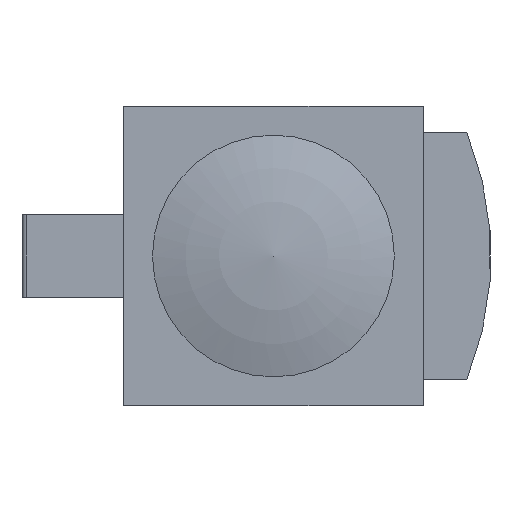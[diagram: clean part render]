
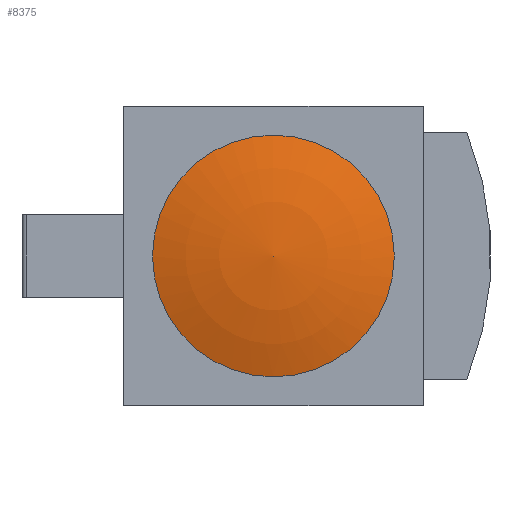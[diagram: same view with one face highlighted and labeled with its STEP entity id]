
A CAD part, front view. The second image highlights one B-rep face of the part: STEP entity #8375.
In plain terms, the highlighted toroidal (fillet/blend) face has major radius 1.578 mm and minor radius 90 mm.
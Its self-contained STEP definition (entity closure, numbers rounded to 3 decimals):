
#25=VERTEX_LOOP('',#4742);
#28=DEGENERATE_TOROIDAL_SURFACE('',#8877,1.578,90.,
 .F.);
#1675=CIRCLE('',#8853,25.);
#2683=ORIENTED_EDGE('',*,*,#4048,.T.);
#4048=EDGE_CURVE('',#4731,#4731,#1675,.T.);
#4731=VERTEX_POINT('',#12182);
#4742=VERTEX_POINT('',#12217);
#5118=EDGE_LOOP('',(#2683));
#5528=FACE_BOUND('',#5118,.T.);
#5529=FACE_BOUND('',#25,.T.);
#8375=ADVANCED_FACE('',(#5528,#5529),#28,.F.);
#8853=AXIS2_PLACEMENT_3D('',#12181,#10131,#10132);
#8877=AXIS2_PLACEMENT_3D('',#12216,#10179,#10180);
#10131=DIRECTION('',(0.,-1.,0.));
#10132=DIRECTION('',(0.,0.,-1.));
#10179=DIRECTION('',(0.,-1.,0.));
#10180=DIRECTION('',(0.,0.,-1.));
#12181=CARTESIAN_POINT('',(0.,-45.,0.));
#12182=CARTESIAN_POINT('',(0.,-45.,-25.));
#12216=CARTESIAN_POINT('',(0.,40.986,0.));
#12217=CARTESIAN_POINT('',(0.,-49.,0.));
